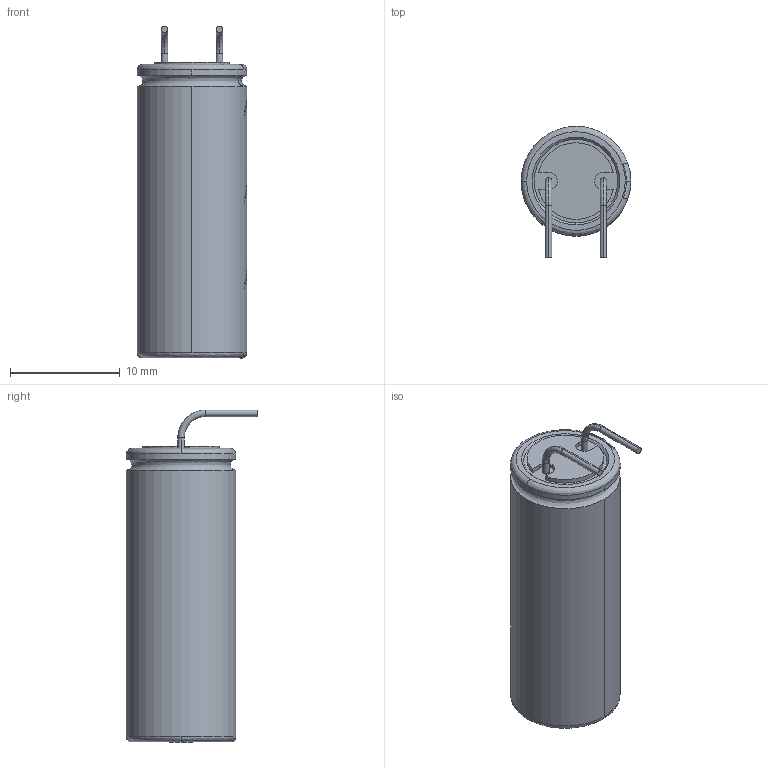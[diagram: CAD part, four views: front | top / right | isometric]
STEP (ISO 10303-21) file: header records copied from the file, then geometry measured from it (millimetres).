
FILE_DESCRIPTION (( 'STEP AP214' ), '1' );
FILE_NAME ('capacitor_10x27_RA.STEP', '2020-10-31T02:15:46', ( '' ), ( '' ), 'SwSTEP 2.0', 'SolidWorks 2019', '' );
FILE_SCHEMA (( 'AUTOMOTIVE_DESIGN' ));
Length unit declared in the file: millimetre
Products named in the file (1): capacitor_10x27_RA
Bounding box: 10.01 x 12 x 30.31 mm (x, y, z)
Volume: 2099 mm3; surface area: 1053.2 mm2
Topology: 1 solids, 1 shells, 101 faces, 261 edges, 172 vertices
Faces by surface type: plane 49, cylinder 35, bspline 11, torus 4, cone 2
Entity records: 3815 total; most frequent: CARTESIAN_POINT 1025, ORIENTED_EDGE 522, DIRECTION 466, EDGE_CURVE 261, VERTEX_POINT 172, AXIS2_PLACEMENT_3D 166, VECTOR 134, LINE 134
